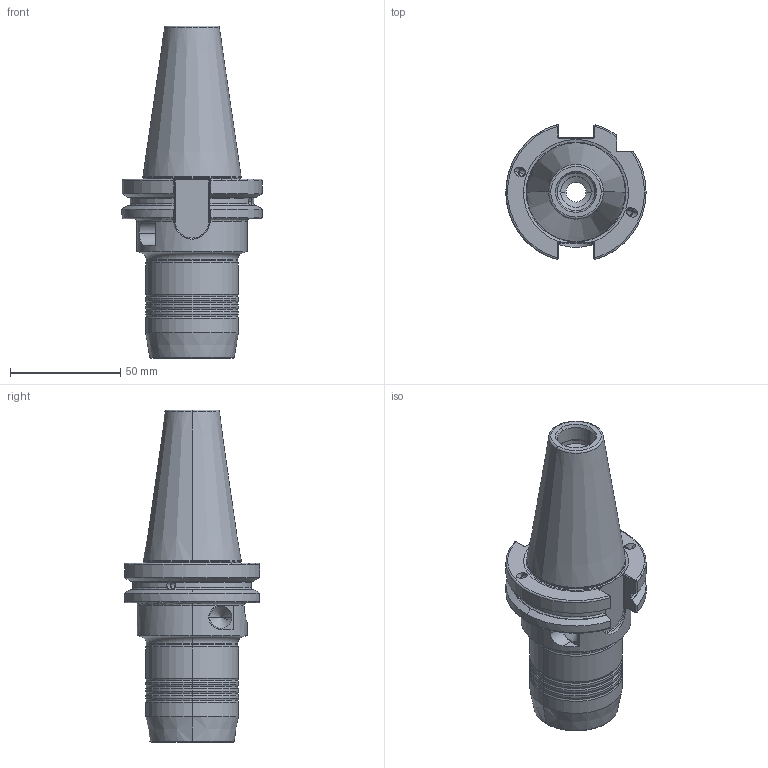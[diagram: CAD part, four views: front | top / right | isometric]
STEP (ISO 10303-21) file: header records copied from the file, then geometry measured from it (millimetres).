
FILE_DESCRIPTION (( 'STEP AP214' ), '1' );
FILE_NAME ('77DC.402.020 x82_step.STEP', '2022-06-29T10:04:13', ( '' ), ( '' ), 'SwSTEP 2.0', 'SolidWorks 2018', '' );
FILE_SCHEMA (( 'AUTOMOTIVE_DESIGN' ));
Length unit declared in the file: millimetre
Products named in the file (1): 77DC.402.020 x82_step
Bounding box: 63.5 x 61.28 x 150.25 mm (x, y, z)
Volume: 177847.5 mm3; surface area: 33207.1 mm2
Topology: 1 solids, 1 shells, 229 faces, 560 edges, 332 vertices
Faces by surface type: cylinder 68, torus 54, cone 46, plane 44, bspline 17
Entity records: 9593 total; most frequent: CARTESIAN_POINT 3811, ORIENTED_EDGE 1116, DIRECTION 1076, EDGE_CURVE 558, AXIS2_PLACEMENT_3D 451, VERTEX_POINT 332, EDGE_LOOP 240, CIRCLE 238
